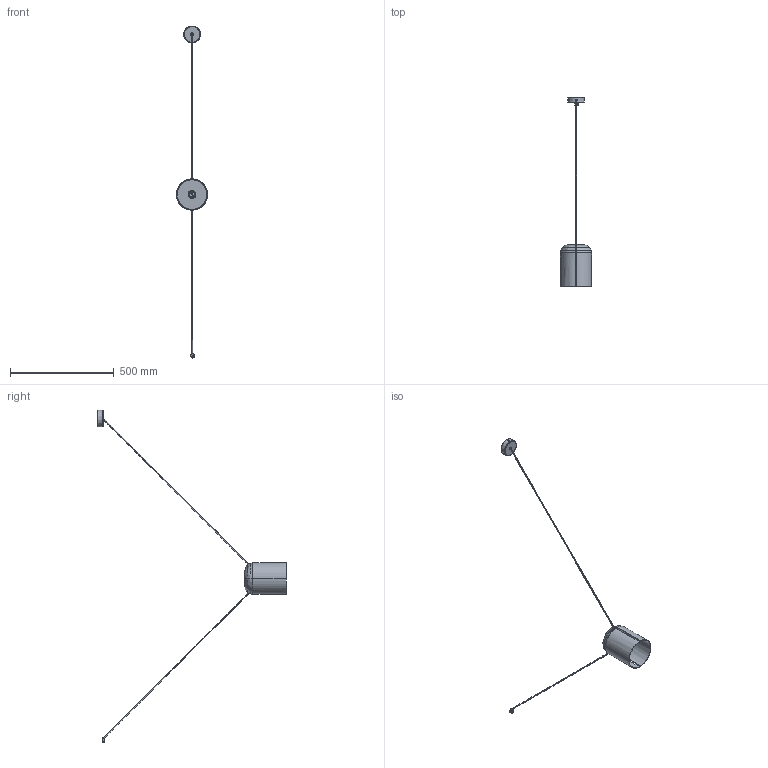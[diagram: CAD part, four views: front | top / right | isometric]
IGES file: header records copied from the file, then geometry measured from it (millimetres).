
Start section: SolidWorks IGES file using analytic representation for surfaces
Global section: file name: 00-7392.IGS; native system: SolidWorks 2018; preprocessor: SolidWorks 2018; author: dromero; date: 181023.112558; units: millimetre
Bounding box: 150 x 905.13 x 1596.63 mm (x, y, z)
Surface area: 317522.7 mm2 (no closed solid volume)
Topology: 0 solids, 0 shells, 350 faces, 5564 edges, 5560 vertices
Faces by surface type: bspline 202, revolution 148
